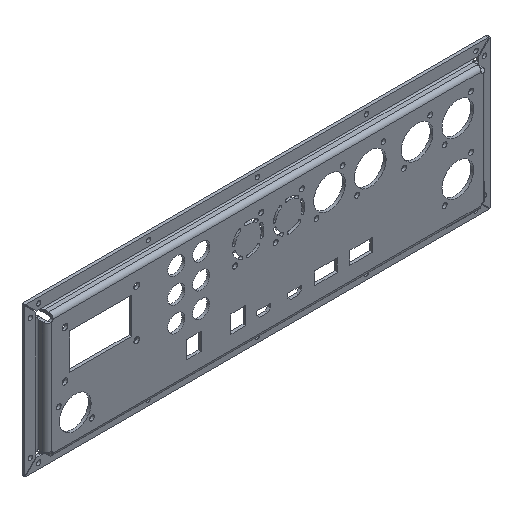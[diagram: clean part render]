
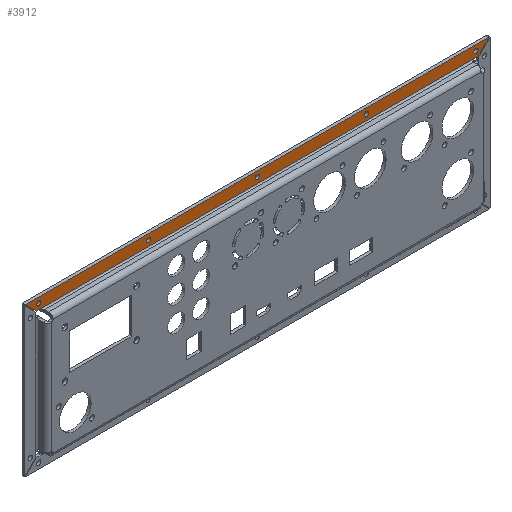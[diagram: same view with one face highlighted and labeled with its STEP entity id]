
A CAD part, isometric view. The second image highlights one B-rep face of the part: STEP entity #3912.
In plain terms, the highlighted planar face has unit normal (0, -1, 0).
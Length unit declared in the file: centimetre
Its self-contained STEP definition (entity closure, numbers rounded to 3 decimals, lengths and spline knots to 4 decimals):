
#206=PLANE('',#4301);
#333=VECTOR('',#4881,1.);
#487=VECTOR('',#5225,1.);
#494=VECTOR('',#5234,1.);
#496=VECTOR('',#5237,1.);
#497=VECTOR('',#5239,1.);
#629=LINE('',#5903,#333);
#783=LINE('',#6849,#487);
#790=LINE('',#6863,#494);
#792=LINE('',#6867,#496);
#793=LINE('',#6869,#497);
#1014=VERTEX_POINT('',#5902);
#1015=VERTEX_POINT('',#5904);
#1138=VERTEX_POINT('',#6722);
#1140=VERTEX_POINT('',#6727);
#1142=VERTEX_POINT('',#6732);
#1144=VERTEX_POINT('',#6737);
#1146=VERTEX_POINT('',#6742);
#1182=VERTEX_POINT('',#6848);
#1183=VERTEX_POINT('',#6850);
#1187=VERTEX_POINT('',#6862);
#1188=VERTEX_POINT('',#6866);
#1359=CIRCLE('',#4243,0.16);
#1361=CIRCLE('',#4246,0.16);
#1363=CIRCLE('',#4249,0.16);
#1365=CIRCLE('',#4252,0.16);
#1367=CIRCLE('',#4255,0.16);
#1623=EDGE_CURVE('',#1014,#1015,#629,.T.);
#1798=EDGE_CURVE('',#1138,#1138,#1359,.T.);
#1800=EDGE_CURVE('',#1140,#1140,#1361,.T.);
#1802=EDGE_CURVE('',#1142,#1142,#1363,.T.);
#1804=EDGE_CURVE('',#1144,#1144,#1365,.T.);
#1806=EDGE_CURVE('',#1146,#1146,#1367,.T.);
#1858=EDGE_CURVE('',#1182,#1014,#783,.T.);
#1859=EDGE_CURVE('',#1015,#1183,#783,.T.);
#1867=EDGE_CURVE('',#1187,#1182,#790,.T.);
#1869=EDGE_CURVE('',#1188,#1187,#792,.T.);
#1870=EDGE_CURVE('',#1183,#1188,#793,.T.);
#2781=ORIENTED_EDGE('',*,*,#1798,.T.);
#2782=ORIENTED_EDGE('',*,*,#1800,.T.);
#2783=ORIENTED_EDGE('',*,*,#1802,.T.);
#2784=ORIENTED_EDGE('',*,*,#1804,.T.);
#2785=ORIENTED_EDGE('',*,*,#1806,.T.);
#2786=ORIENTED_EDGE('',*,*,#1858,.F.);
#2787=ORIENTED_EDGE('',*,*,#1867,.F.);
#2788=ORIENTED_EDGE('',*,*,#1869,.F.);
#2789=ORIENTED_EDGE('',*,*,#1870,.F.);
#2790=ORIENTED_EDGE('',*,*,#1859,.F.);
#2791=ORIENTED_EDGE('',*,*,#1623,.F.);
#3303=EDGE_LOOP('',(#2781));
#3304=EDGE_LOOP('',(#2782));
#3305=EDGE_LOOP('',(#2783));
#3306=EDGE_LOOP('',(#2784));
#3307=EDGE_LOOP('',(#2785));
#3308=EDGE_LOOP('',(#2786,#2787,#2788,#2789,#2790,#2791));
#3683=FACE_BOUND('',#3303,.T.);
#3684=FACE_BOUND('',#3304,.T.);
#3685=FACE_BOUND('',#3305,.T.);
#3686=FACE_BOUND('',#3306,.T.);
#3687=FACE_BOUND('',#3307,.T.);
#3688=FACE_BOUND('',#3308,.T.);
#3912=ADVANCED_FACE('',(#3683,#3684,#3685,#3686,#3687,#3688),#206,.F.);
#4243=AXIS2_PLACEMENT_3D('',#6721,#5101,#5102);
#4246=AXIS2_PLACEMENT_3D('',#6726,#5107,#5108);
#4249=AXIS2_PLACEMENT_3D('',#6731,#5113,#5114);
#4252=AXIS2_PLACEMENT_3D('',#6736,#5119,#5120);
#4255=AXIS2_PLACEMENT_3D('',#6741,#5125,#5126);
#4301=AXIS2_PLACEMENT_3D('',#6870,#5240,$);
#4881=DIRECTION('',(-1.,0.,0.));
#5101=DIRECTION('',(0.,1.,0.));
#5102=DIRECTION('',(0.16,0.,0.));
#5107=DIRECTION('',(0.,1.,0.));
#5108=DIRECTION('',(0.16,0.,0.));
#5113=DIRECTION('',(0.,1.,0.));
#5114=DIRECTION('',(0.16,0.,0.));
#5119=DIRECTION('',(0.,1.,0.));
#5120=DIRECTION('',(0.16,0.,0.));
#5125=DIRECTION('',(0.,1.,0.));
#5126=DIRECTION('',(0.16,0.,0.));
#5225=DIRECTION('',(-1.,0.,0.));
#5234=DIRECTION('',(-0.707,0.,-0.707));
#5237=DIRECTION('',(1.,0.,0.));
#5239=DIRECTION('',(-0.707,0.,0.707));
#5240=DIRECTION('',(0.,1.,0.));
#5902=CARTESIAN_POINT('',(27.1792,0.8897,7.8503));
#5903=CARTESIAN_POINT('',(11.5292,0.8897,7.8503));
#5904=CARTESIAN_POINT('',(-4.1208,0.8897,7.8503));
#6721=CARTESIAN_POINT('',(3.6368,0.8897,8.252));
#6722=CARTESIAN_POINT('',(3.7968,0.8897,8.252));
#6726=CARTESIAN_POINT('',(19.4215,0.8897,8.252));
#6727=CARTESIAN_POINT('',(19.5815,0.8897,8.252));
#6731=CARTESIAN_POINT('',(11.5292,0.8897,8.252));
#6732=CARTESIAN_POINT('',(11.6892,0.8897,8.252));
#6736=CARTESIAN_POINT('',(27.3671,0.8897,8.252));
#6737=CARTESIAN_POINT('',(27.5271,0.8897,8.252));
#6741=CARTESIAN_POINT('',(-4.3088,0.8897,8.252));
#6742=CARTESIAN_POINT('',(-4.1488,0.8897,8.252));
#6848=CARTESIAN_POINT('',(27.5354,0.8897,7.8503));
#6849=CARTESIAN_POINT('',(27.5354,0.8897,7.8503));
#6850=CARTESIAN_POINT('',(-4.4771,0.8897,7.8503));
#6862=CARTESIAN_POINT('',(28.3389,0.8897,8.6538));
#6863=CARTESIAN_POINT('',(28.3389,0.8897,8.6538));
#6866=CARTESIAN_POINT('',(-5.2806,0.8897,8.6538));
#6867=CARTESIAN_POINT('',(-5.2806,0.8897,8.6538));
#6869=CARTESIAN_POINT('',(-4.4771,0.8897,7.8503));
#6870=CARTESIAN_POINT('',(11.5292,0.8897,8.1894));
